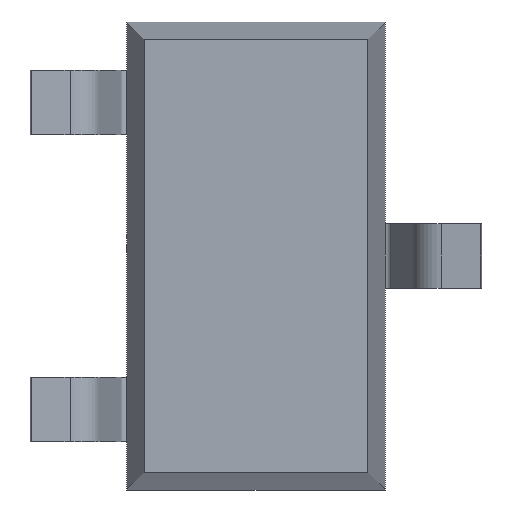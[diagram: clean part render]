
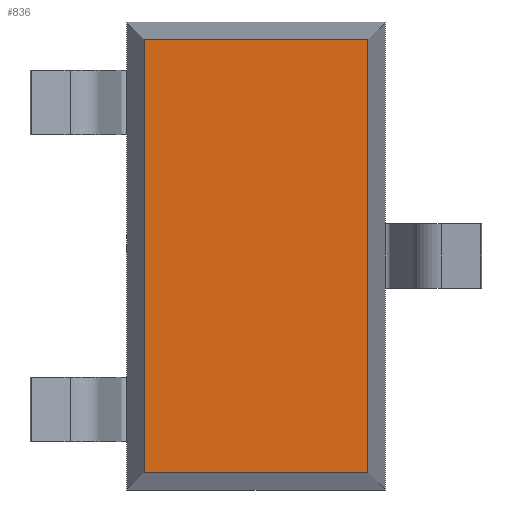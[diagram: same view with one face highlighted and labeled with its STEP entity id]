
A CAD part, front view. The second image highlights one B-rep face of the part: STEP entity #836.
In plain terms, the highlighted planar face has unit normal (0, -1, 0).
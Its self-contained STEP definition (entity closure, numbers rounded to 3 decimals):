
#28 = DIRECTION ( 'NONE',  ( -1., 0., 0. ) ) ;
#29 = EDGE_CURVE ( 'NONE', #1211, #296, #1099, .T. ) ;
#108 = FACE_OUTER_BOUND ( 'NONE', #651, .T. ) ;
#129 = LINE ( 'NONE', #785, #1351 ) ;
#148 = ORIENTED_EDGE ( 'NONE', *, *, #920, .T. ) ;
#218 = VECTOR ( 'NONE', #421, 1000. ) ;
#296 = VERTEX_POINT ( 'NONE', #662 ) ;
#419 = ORIENTED_EDGE ( 'NONE', *, *, #963, .T. ) ;
#421 = DIRECTION ( 'NONE',  ( 0., 0., 1. ) ) ;
#433 = CARTESIAN_POINT ( 'NONE',  ( -0.693, 0.15, -1.343 ) ) ;
#450 = VECTOR ( 'NONE', #1220, 1000. ) ;
#531 = CARTESIAN_POINT ( 'NONE',  ( 0., 0.15, 0. ) ) ;
#551 = DIRECTION ( 'NONE',  ( 0., 0., -1. ) ) ;
#596 = CARTESIAN_POINT ( 'NONE',  ( 0.693, 0.15, -1.343 ) ) ;
#614 = ORIENTED_EDGE ( 'NONE', *, *, #29, .T. ) ;
#631 = DIRECTION ( 'NONE',  ( 0., 1., 0. ) ) ;
#651 = EDGE_LOOP ( 'NONE', ( #614, #419, #148, #1059 ) ) ;
#662 = CARTESIAN_POINT ( 'NONE',  ( 0.693, 0.15, 1.343 ) ) ;
#785 = CARTESIAN_POINT ( 'NONE',  ( -0.8, 0.15, 1.343 ) ) ;
#836 = ADVANCED_FACE ( 'NONE', ( #108 ), #849, .F. ) ;
#849 = PLANE ( 'NONE',  #1316 ) ;
#877 = CARTESIAN_POINT ( 'NONE',  ( 0.693, 0.15, 1.45 ) ) ;
#879 = LINE ( 'NONE', #1093, #1395 ) ;
#912 = LINE ( 'NONE', #1133, #450 ) ;
#919 = VERTEX_POINT ( 'NONE', #433 ) ;
#920 = EDGE_CURVE ( 'NONE', #1315, #919, #879, .T. ) ;
#963 = EDGE_CURVE ( 'NONE', #296, #1315, #129, .T. ) ;
#1030 = EDGE_CURVE ( 'NONE', #919, #1211, #912, .T. ) ;
#1059 = ORIENTED_EDGE ( 'NONE', *, *, #1030, .T. ) ;
#1093 = CARTESIAN_POINT ( 'NONE',  ( -0.693, 0.15, 1.45 ) ) ;
#1099 = LINE ( 'NONE', #877, #218 ) ;
#1133 = CARTESIAN_POINT ( 'NONE',  ( -0.8, 0.15, -1.343 ) ) ;
#1211 = VERTEX_POINT ( 'NONE', #596 ) ;
#1220 = DIRECTION ( 'NONE',  ( 1., 0., 0. ) ) ;
#1274 = CARTESIAN_POINT ( 'NONE',  ( -0.693, 0.15, 1.343 ) ) ;
#1277 = DIRECTION ( 'NONE',  ( 0., 0., 1. ) ) ;
#1315 = VERTEX_POINT ( 'NONE', #1274 ) ;
#1316 = AXIS2_PLACEMENT_3D ( 'NONE', #531, #631, #1277 ) ;
#1351 = VECTOR ( 'NONE', #28, 1000. ) ;
#1395 = VECTOR ( 'NONE', #551, 1000. ) ;
